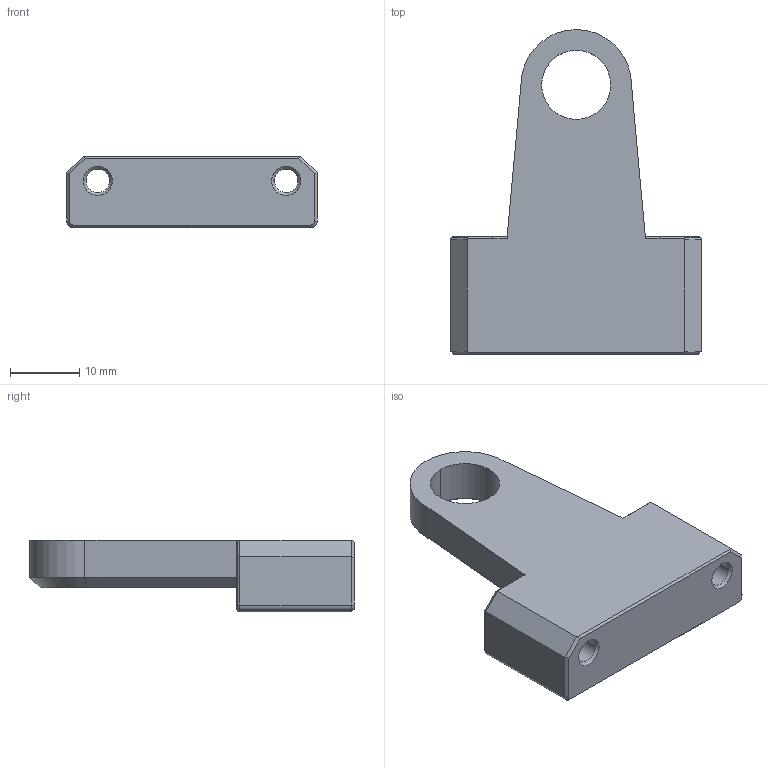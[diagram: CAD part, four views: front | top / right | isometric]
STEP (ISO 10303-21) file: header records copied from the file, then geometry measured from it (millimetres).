
FILE_DESCRIPTION (( 'STEP AP203' ), '1' );
FILE_NAME ('wipehole.STEP', '2023-12-08T20:28:05', ( '' ), ( '' ), 'SwSTEP 2.0', 'SolidWorks 2023', '' );
FILE_SCHEMA (( 'CONFIG_CONTROL_DESIGN' ));
Length unit declared in the file: millimetre
Products named in the file (1): wipehole
Bounding box: 36.26 x 47 x 10.4 mm (x, y, z)
Volume: 7337.1 mm3; surface area: 4047.8 mm2
Topology: 1 solids, 1 shells, 85 faces, 212 edges, 132 vertices
Faces by surface type: cylinder 39, plane 33, cone 9, torus 2, bspline 2
Entity records: 2621 total; most frequent: CARTESIAN_POINT 485, DIRECTION 446, ORIENTED_EDGE 424, EDGE_CURVE 212, AXIS2_PLACEMENT_3D 163, VERTEX_POINT 132, VECTOR 120, LINE 120
